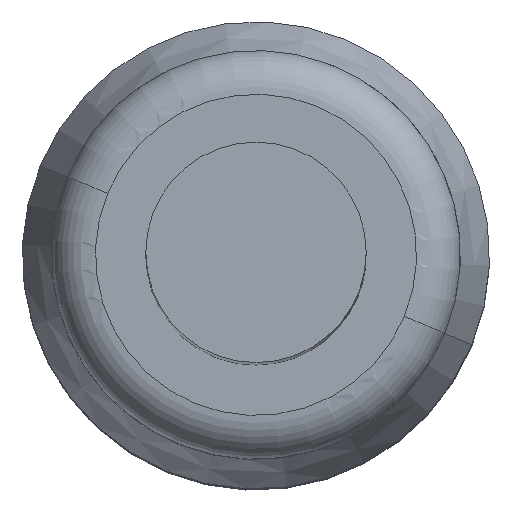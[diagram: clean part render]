
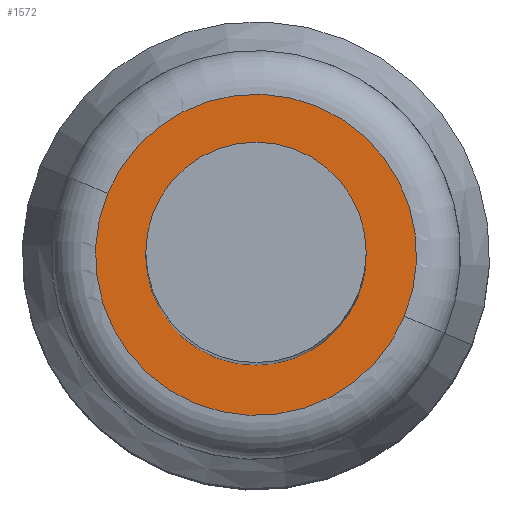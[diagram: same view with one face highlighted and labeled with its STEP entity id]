
A CAD part, top view. The second image highlights one B-rep face of the part: STEP entity #1572.
In plain terms, the highlighted planar face has unit normal (0, 0, 1).
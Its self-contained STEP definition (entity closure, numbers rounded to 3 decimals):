
#1399=AXIS2_PLACEMENT_3D('Circle Axis2P3D',#1397,#1398,$) ;
#1423=AXIS2_PLACEMENT_3D('Circle Axis2P3D',#1421,#1422,$) ;
#1484=AXIS2_PLACEMENT_3D('Plane Axis2P3D',#1481,#1482,#1483) ;
#1394=CARTESIAN_POINT('Vertex',(2.919,10.107,53.215)) ;
#1397=CARTESIAN_POINT('Axis2P3D Location',(8.,8.,53.215)) ;
#1401=CARTESIAN_POINT('Vertex',(13.081,5.893,53.215)) ;
#1421=CARTESIAN_POINT('Axis2P3D Location',(8.,8.,53.215)) ;
#1481=CARTESIAN_POINT('Axis2P3D Location',(8.,8.,53.215)) ;
#1491=CARTESIAN_POINT('Control Point',(6.554,4.513,53.215)) ;
#1492=CARTESIAN_POINT('Control Point',(6.202,4.659,53.215)) ;
#1493=CARTESIAN_POINT('Control Point',(5.869,4.849,53.215)) ;
#1494=CARTESIAN_POINT('Control Point',(5.562,5.08,53.215)) ;
#1495=CARTESIAN_POINT('Control Point',(5.012,5.616,53.215)) ;
#1496=CARTESIAN_POINT('Control Point',(4.612,6.271,53.215)) ;
#1497=CARTESIAN_POINT('Control Point',(4.454,6.622,53.215)) ;
#1498=CARTESIAN_POINT('Control Point',(4.232,7.356,53.215)) ;
#1499=CARTESIAN_POINT('Control Point',(4.198,8.123,53.215)) ;
#1500=CARTESIAN_POINT('Control Point',(4.23,8.507,53.215)) ;
#1501=CARTESIAN_POINT('Control Point',(4.319,8.925,53.215)) ;
#1502=CARTESIAN_POINT('Control Point',(4.464,9.324,53.215)) ;
#1503=CARTESIAN_POINT('Control Point',(4.48,9.365,53.215)) ;
#1504=CARTESIAN_POINT('Control Point',(4.496,9.406,53.215)) ;
#1505=CARTESIAN_POINT('Control Point',(4.513,9.446,53.215)) ;
#1506=CARTESIAN_POINT('Vertex',(6.554,4.513,53.215)) ;
#1508=CARTESIAN_POINT('Vertex',(4.513,9.446,53.215)) ;
#1512=CARTESIAN_POINT('Control Point',(4.513,9.446,53.215)) ;
#1513=CARTESIAN_POINT('Control Point',(4.659,9.798,53.215)) ;
#1514=CARTESIAN_POINT('Control Point',(4.849,10.131,53.215)) ;
#1515=CARTESIAN_POINT('Control Point',(5.08,10.438,53.215)) ;
#1516=CARTESIAN_POINT('Control Point',(5.616,10.988,53.215)) ;
#1517=CARTESIAN_POINT('Control Point',(6.271,11.388,53.215)) ;
#1518=CARTESIAN_POINT('Control Point',(6.622,11.546,53.215)) ;
#1519=CARTESIAN_POINT('Control Point',(7.356,11.768,53.215)) ;
#1520=CARTESIAN_POINT('Control Point',(8.123,11.802,53.215)) ;
#1521=CARTESIAN_POINT('Control Point',(8.507,11.77,53.215)) ;
#1522=CARTESIAN_POINT('Control Point',(8.925,11.681,53.215)) ;
#1523=CARTESIAN_POINT('Control Point',(9.324,11.536,53.215)) ;
#1524=CARTESIAN_POINT('Control Point',(9.365,11.52,53.215)) ;
#1525=CARTESIAN_POINT('Control Point',(9.406,11.504,53.215)) ;
#1526=CARTESIAN_POINT('Control Point',(9.446,11.487,53.215)) ;
#1527=CARTESIAN_POINT('Vertex',(9.446,11.487,53.215)) ;
#1531=CARTESIAN_POINT('Control Point',(9.446,11.487,53.215)) ;
#1532=CARTESIAN_POINT('Control Point',(9.798,11.341,53.215)) ;
#1533=CARTESIAN_POINT('Control Point',(10.131,11.151,53.215)) ;
#1534=CARTESIAN_POINT('Control Point',(10.438,10.92,53.215)) ;
#1535=CARTESIAN_POINT('Control Point',(10.988,10.384,53.215)) ;
#1536=CARTESIAN_POINT('Control Point',(11.388,9.729,53.215)) ;
#1537=CARTESIAN_POINT('Control Point',(11.546,9.378,53.215)) ;
#1538=CARTESIAN_POINT('Control Point',(11.768,8.644,53.215)) ;
#1539=CARTESIAN_POINT('Control Point',(11.802,7.877,53.215)) ;
#1540=CARTESIAN_POINT('Control Point',(11.77,7.493,53.215)) ;
#1541=CARTESIAN_POINT('Control Point',(11.681,7.075,53.215)) ;
#1542=CARTESIAN_POINT('Control Point',(11.536,6.676,53.215)) ;
#1543=CARTESIAN_POINT('Control Point',(11.52,6.635,53.215)) ;
#1544=CARTESIAN_POINT('Control Point',(11.504,6.594,53.215)) ;
#1545=CARTESIAN_POINT('Control Point',(11.487,6.554,53.215)) ;
#1546=CARTESIAN_POINT('Vertex',(11.487,6.554,53.215)) ;
#1550=CARTESIAN_POINT('Control Point',(11.487,6.554,53.215)) ;
#1551=CARTESIAN_POINT('Control Point',(11.341,6.202,53.215)) ;
#1552=CARTESIAN_POINT('Control Point',(11.151,5.869,53.215)) ;
#1553=CARTESIAN_POINT('Control Point',(10.92,5.562,53.215)) ;
#1554=CARTESIAN_POINT('Control Point',(10.384,5.012,53.215)) ;
#1555=CARTESIAN_POINT('Control Point',(9.729,4.612,53.215)) ;
#1556=CARTESIAN_POINT('Control Point',(9.378,4.454,53.215)) ;
#1557=CARTESIAN_POINT('Control Point',(8.644,4.232,53.215)) ;
#1558=CARTESIAN_POINT('Control Point',(7.877,4.198,53.215)) ;
#1559=CARTESIAN_POINT('Control Point',(7.493,4.23,53.215)) ;
#1560=CARTESIAN_POINT('Control Point',(7.075,4.319,53.215)) ;
#1561=CARTESIAN_POINT('Control Point',(6.676,4.464,53.215)) ;
#1562=CARTESIAN_POINT('Control Point',(6.635,4.48,53.215)) ;
#1563=CARTESIAN_POINT('Control Point',(6.594,4.496,53.215)) ;
#1564=CARTESIAN_POINT('Control Point',(6.554,4.513,53.215)) ;
#1398=DIRECTION('Axis2P3D Direction',(0.,0.,1.)) ;
#1422=DIRECTION('Axis2P3D Direction',(0.,0.,1.)) ;
#1482=DIRECTION('Axis2P3D Direction',(0.,0.,1.)) ;
#1483=DIRECTION('Axis2P3D XDirection',(0.924,-0.383,0.)) ;
#1487=ORIENTED_EDGE('',*,*,#1425,.T.) ;
#1488=ORIENTED_EDGE('',*,*,#1403,.T.) ;
#1567=ORIENTED_EDGE('',*,*,#1510,.T.) ;
#1568=ORIENTED_EDGE('',*,*,#1529,.T.) ;
#1569=ORIENTED_EDGE('',*,*,#1548,.T.) ;
#1570=ORIENTED_EDGE('',*,*,#1565,.T.) ;
#1571=FACE_BOUND('',#1566,.T.) ;
#1572=ADVANCED_FACE('Hauptk\X2\00F6\X0\rper',(#1489,#1571),#1485,.T.) ;
#1490=B_SPLINE_CURVE_WITH_KNOTS('',5,(#1491,#1492,#1493,#1494,#1495,#1496,#1497,#1498,#1499,#1500,#1501,#1502,#1503,#1504,#1505),.UNSPECIFIED.,.F.,.U.,(6,3,3,3,6),(0.,2.692,5.384,8.077,8.386),.UNSPECIFIED.) ;
#1511=B_SPLINE_CURVE_WITH_KNOTS('',5,(#1512,#1513,#1514,#1515,#1516,#1517,#1518,#1519,#1520,#1521,#1522,#1523,#1524,#1525,#1526),.UNSPECIFIED.,.F.,.U.,(6,3,3,3,6),(0.,2.692,5.384,8.077,8.386),.UNSPECIFIED.) ;
#1530=B_SPLINE_CURVE_WITH_KNOTS('',5,(#1531,#1532,#1533,#1534,#1535,#1536,#1537,#1538,#1539,#1540,#1541,#1542,#1543,#1544,#1545),.UNSPECIFIED.,.F.,.U.,(6,3,3,3,6),(0.,2.692,5.384,8.077,8.386),.UNSPECIFIED.) ;
#1549=B_SPLINE_CURVE_WITH_KNOTS('',5,(#1550,#1551,#1552,#1553,#1554,#1555,#1556,#1557,#1558,#1559,#1560,#1561,#1562,#1563,#1564),.UNSPECIFIED.,.F.,.U.,(6,3,3,3,6),(0.,2.692,5.384,8.077,8.386),.UNSPECIFIED.) ;
#1400=CIRCLE('generated circle',#1399,5.5) ;
#1424=CIRCLE('generated circle',#1423,5.5) ;
#1403=EDGE_CURVE('',#1402,#1395,#1400,.T.) ;
#1425=EDGE_CURVE('',#1395,#1402,#1424,.T.) ;
#1510=EDGE_CURVE('',#1507,#1509,#1490,.T.) ;
#1529=EDGE_CURVE('',#1509,#1528,#1511,.T.) ;
#1548=EDGE_CURVE('',#1528,#1547,#1530,.T.) ;
#1565=EDGE_CURVE('',#1547,#1507,#1549,.T.) ;
#1486=EDGE_LOOP('',(#1487,#1488)) ;
#1566=EDGE_LOOP('',(#1567,#1568,#1569,#1570)) ;
#1489=FACE_OUTER_BOUND('',#1486,.T.) ;
#1485=PLANE('',#1484) ;
#1395=VERTEX_POINT('',#1394) ;
#1402=VERTEX_POINT('',#1401) ;
#1507=VERTEX_POINT('',#1506) ;
#1509=VERTEX_POINT('',#1508) ;
#1528=VERTEX_POINT('',#1527) ;
#1547=VERTEX_POINT('',#1546) ;
